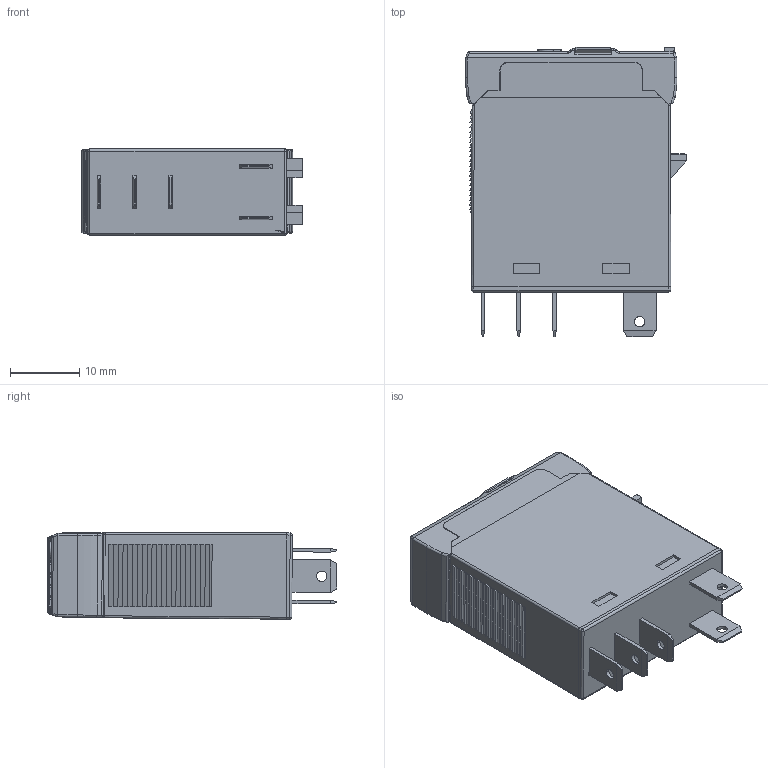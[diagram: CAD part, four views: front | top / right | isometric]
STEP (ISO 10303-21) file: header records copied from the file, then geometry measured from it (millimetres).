
FILE_DESCRIPTION((''),'2;1');
FILE_NAME('ELCO_C10','2024-11-14T11:59:56',('elco'),(''),'CREO PARAMETRIC BY PTC INC, 2022424','CREO PARAMETRIC BY PTC INC, 2022424','');
FILE_SCHEMA(('CONFIG_CONTROL_DESIGN'));
Length unit declared in the file: millimetre
Products named in the file (1): ELCO_C10
Bounding box: 32 x 42.01 x 12.52 mm (x, y, z)
Volume: 12575.4 mm3; surface area: 4705.1 mm2
Topology: 1 solids, 2 shells, 589 faces, 1531 edges, 956 vertices
Faces by surface type: plane 432, cylinder 110, extrusion 14, sphere 11, bspline 8, torus 8, cone 6
Entity records: 18539 total; most frequent: CARTESIAN_POINT 4270, ORIENTED_EDGE 3042, DIRECTION 2745, EDGE_CURVE 1521, VECTOR 1227, LINE 1213, VERTEX_POINT 956, AXIS2_PLACEMENT_3D 759
